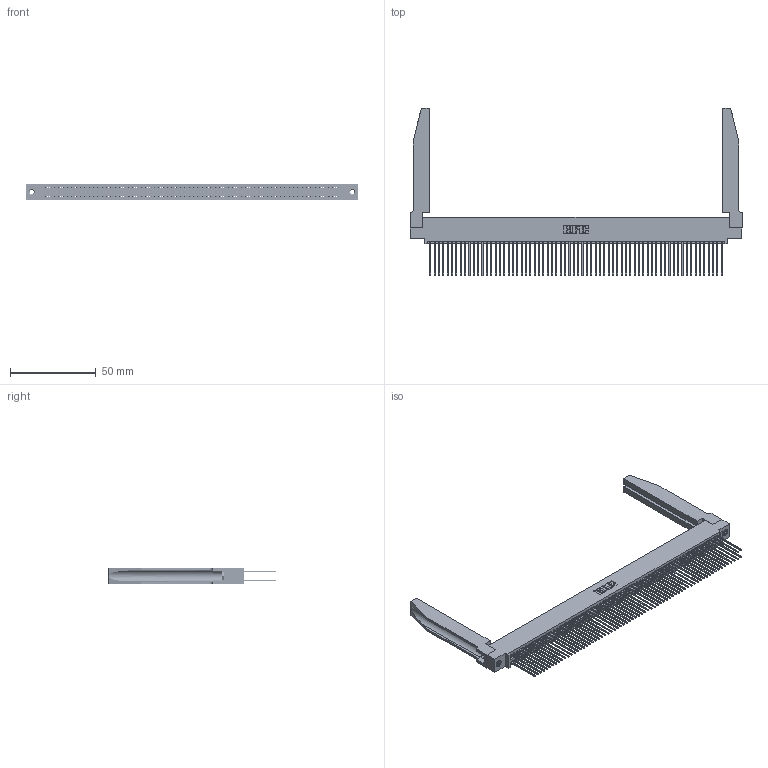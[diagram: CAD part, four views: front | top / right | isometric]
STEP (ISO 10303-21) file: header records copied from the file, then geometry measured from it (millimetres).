
FILE_DESCRIPTION (( 'STEP AP203' ), '1' );
FILE_NAME ('345-136-541-578.STEP', '2019-11-08T08:47:18', ( '' ), ( '' ), 'SwSTEP 2.0', 'SolidWorks 2016', '' );
FILE_SCHEMA (( 'CONFIG_CONTROL_DESIGN' ));
Length unit declared in the file: inch
Products named in the file (5): 345-220-078_345-220-078; 345-292-001_345-293-141; 345-250-001_345-250-001-102; 345-136-541-578; 345 Part_0.110 Offset - 0.156 Dia-TH
Assembly tree (141 placements, depth 2):
  345-136-541-578
    345 Part_0.110 Offset - 0.156 Dia-TH
    345-292-001_345-293-141  x136
    345-250-001_345-250-001-102  x2
    345-220-078_345-220-078  x2
Bounding box: 193.95 x 97.71 x 9.4 mm (x, y, z)
Volume: 27559.6 mm3; surface area: 40354.4 mm2
Topology: 141 solids, 141 shells, 7164 faces, 21225 edges, 13958 vertices
Faces by surface type: plane 4714, cylinder 2398, bspline 36, cone 12, torus 4
Entity records: 54744 total; most frequent: CARTESIAN_POINT 10071, ORIENTED_EDGE 8902, DIRECTION 7841, EDGE_CURVE 4451, VECTOR 3953, LINE 3953, VERTEX_POINT 2960, AXIS2_PLACEMENT_3D 1944
